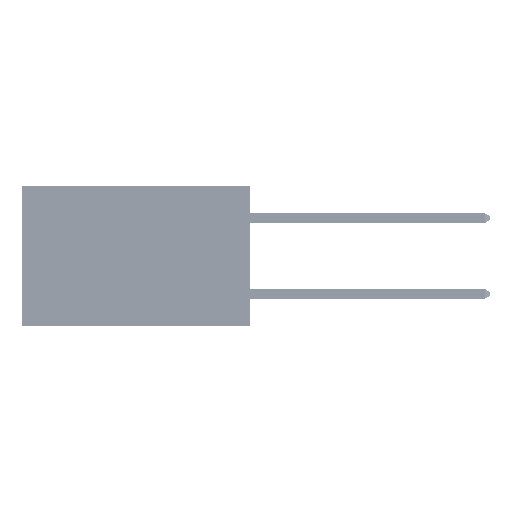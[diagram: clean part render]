
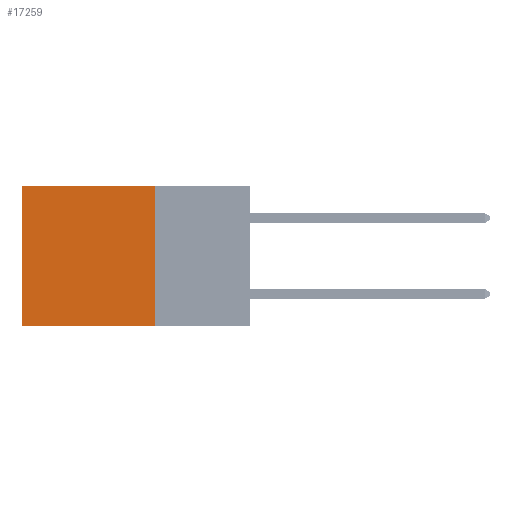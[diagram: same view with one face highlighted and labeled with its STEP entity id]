
A CAD part, left-side view. The second image highlights one B-rep face of the part: STEP entity #17259.
In plain terms, the highlighted planar face has unit normal (-1, 0, 0).
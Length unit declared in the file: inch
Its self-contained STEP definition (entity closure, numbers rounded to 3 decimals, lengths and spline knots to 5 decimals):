
#2003 = VERTEX_POINT ( 'NONE', #44330 ) ;
#3005 = CARTESIAN_POINT ( 'NONE',  ( 0.2875, 0.25, -0.37 ) ) ;
#3337 = ORIENTED_EDGE ( 'NONE', *, *, #15881, .T. ) ;
#4968 = LINE ( 'NONE', #8474, #23776 ) ;
#6683 = VERTEX_POINT ( 'NONE', #43398 ) ;
#8474 = CARTESIAN_POINT ( 'NONE',  ( 0.2875, 0.25, 0. ) ) ;
#11188 = CARTESIAN_POINT ( 'NONE',  ( 0.2875, 0.6, -0.37 ) ) ;
#12119 = LINE ( 'NONE', #26466, #24761 ) ;
#13677 = LINE ( 'NONE', #44964, #19276 ) ;
#14564 = EDGE_LOOP ( 'NONE', ( #3337, #14895, #16635, #29306 ) ) ;
#14895 = ORIENTED_EDGE ( 'NONE', *, *, #18372, .F. ) ;
#15881 = EDGE_CURVE ( 'NONE', #6683, #35769, #13677, .T. ) ;
#16635 = ORIENTED_EDGE ( 'NONE', *, *, #17532, .F. ) ;
#17027 = AXIS2_PLACEMENT_3D ( 'NONE', #42137, #23411, #19896 ) ;
#17259 = ADVANCED_FACE ( 'NONE', ( #28037 ), #22951, .F. ) ;
#17532 = EDGE_CURVE ( 'NONE', #2003, #25531, #4968, .T. ) ;
#18372 = EDGE_CURVE ( 'NONE', #25531, #35769, #24838, .T. ) ;
#19276 = VECTOR ( 'NONE', #23805, 39.37008 ) ;
#19314 = DIRECTION ( 'NONE',  ( 0., 0., -1. ) ) ;
#19896 = DIRECTION ( 'NONE',  ( 0., 0., -1. ) ) ;
#21239 = EDGE_CURVE ( 'NONE', #2003, #6683, #12119, .T. ) ;
#22951 = PLANE ( 'NONE',  #17027 ) ;
#23411 = DIRECTION ( 'NONE',  ( 1., 0., 0. ) ) ;
#23776 = VECTOR ( 'NONE', #19314, 39.37008 ) ;
#23805 = DIRECTION ( 'NONE',  ( 0., 0., -1. ) ) ;
#24761 = VECTOR ( 'NONE', #37987, 39.37008 ) ;
#24838 = LINE ( 'NONE', #39188, #46345 ) ;
#25531 = VERTEX_POINT ( 'NONE', #3005 ) ;
#26466 = CARTESIAN_POINT ( 'NONE',  ( 0.2875, 0.25, 0. ) ) ;
#28037 = FACE_OUTER_BOUND ( 'NONE', #14564, .T. ) ;
#29306 = ORIENTED_EDGE ( 'NONE', *, *, #21239, .T. ) ;
#35769 = VERTEX_POINT ( 'NONE', #11188 ) ;
#37987 = DIRECTION ( 'NONE',  ( 0., 1., 0. ) ) ;
#39188 = CARTESIAN_POINT ( 'NONE',  ( 0.2875, 0.25, -0.37 ) ) ;
#42137 = CARTESIAN_POINT ( 'NONE',  ( 0.2875, 0.25, 0. ) ) ;
#42941 = DIRECTION ( 'NONE',  ( 0., 1., 0. ) ) ;
#43398 = CARTESIAN_POINT ( 'NONE',  ( 0.2875, 0.6, 0. ) ) ;
#44330 = CARTESIAN_POINT ( 'NONE',  ( 0.2875, 0.25, 0. ) ) ;
#44964 = CARTESIAN_POINT ( 'NONE',  ( 0.2875, 0.6, 0. ) ) ;
#46345 = VECTOR ( 'NONE', #42941, 39.37008 ) ;
